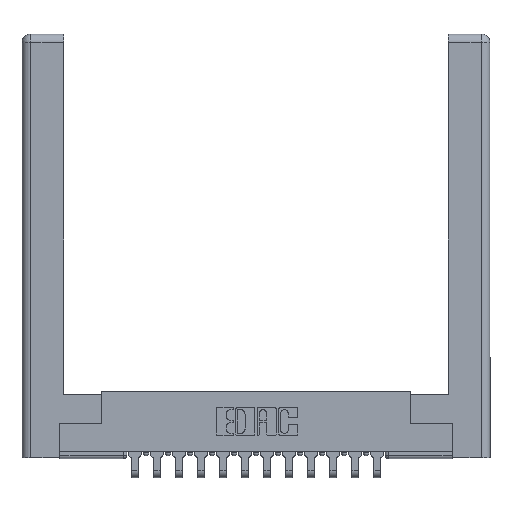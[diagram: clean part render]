
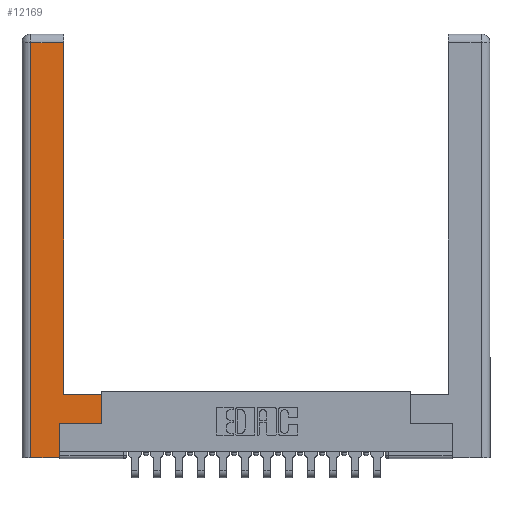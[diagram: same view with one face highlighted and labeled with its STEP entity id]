
A CAD part, top view. The second image highlights one B-rep face of the part: STEP entity #12169.
In plain terms, the highlighted planar face has unit normal (0, 0, 1).
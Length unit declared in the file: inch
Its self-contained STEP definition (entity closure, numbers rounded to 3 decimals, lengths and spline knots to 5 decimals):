
#47 = VECTOR ( 'NONE', #6760, 39.37008 ) ;
#408 = CARTESIAN_POINT ( 'NONE',  ( 0.0615, 0., 0. ) ) ;
#444 = DIRECTION ( 'NONE',  ( 0., 1., 0. ) ) ;
#802 = ORIENTED_EDGE ( 'NONE', *, *, #2339, .T. ) ;
#983 = CARTESIAN_POINT ( 'NONE',  ( 0.0615, 0., 0. ) ) ;
#1259 = CARTESIAN_POINT ( 'NONE',  ( 0.295, 3., 0. ) ) ;
#1524 = VERTEX_POINT ( 'NONE', #7439 ) ;
#1846 = VECTOR ( 'NONE', #3440, 39.37008 ) ;
#2238 = EDGE_CURVE ( 'NONE', #13719, #14436, #11466, .T. ) ;
#2339 = EDGE_CURVE ( 'NONE', #5897, #8271, #6420, .T. ) ;
#2424 = CARTESIAN_POINT ( 'NONE',  ( 0.0615, 2.94, 0. ) ) ;
#2676 = LINE ( 'NONE', #9392, #47 ) ;
#3290 = DIRECTION ( 'NONE',  ( -1., 0., 0. ) ) ;
#3440 = DIRECTION ( 'NONE',  ( 1., 0., 0. ) ) ;
#3798 = LINE ( 'NONE', #4556, #10259 ) ;
#3960 = ORIENTED_EDGE ( 'NONE', *, *, #4408, .T. ) ;
#4034 = ORIENTED_EDGE ( 'NONE', *, *, #5172, .T. ) ;
#4154 = CARTESIAN_POINT ( 'NONE',  ( 0.265, 0., 0. ) ) ;
#4171 = ORIENTED_EDGE ( 'NONE', *, *, #14070, .T. ) ;
#4408 = EDGE_CURVE ( 'NONE', #4817, #5897, #13389, .T. ) ;
#4556 = CARTESIAN_POINT ( 'NONE',  ( 0.295, 0.45, 0. ) ) ;
#4734 = VECTOR ( 'NONE', #444, 39.37008 ) ;
#4817 = VERTEX_POINT ( 'NONE', #2424 ) ;
#5084 = VERTEX_POINT ( 'NONE', #9634 ) ;
#5100 = ORIENTED_EDGE ( 'NONE', *, *, #2238, .T. ) ;
#5172 = EDGE_CURVE ( 'NONE', #5084, #1524, #11962, .T. ) ;
#5241 = CARTESIAN_POINT ( 'NONE',  ( 0.295, 2.94, 0. ) ) ;
#5897 = VERTEX_POINT ( 'NONE', #983 ) ;
#6420 = LINE ( 'NONE', #11987, #14284 ) ;
#6477 = FACE_OUTER_BOUND ( 'NONE', #9689, .T. ) ;
#6481 = LINE ( 'NONE', #11757, #11105 ) ;
#6656 = EDGE_CURVE ( 'NONE', #14436, #4817, #6481, .T. ) ;
#6760 = DIRECTION ( 'NONE',  ( 0., 1., 0. ) ) ;
#7410 = CARTESIAN_POINT ( 'NONE',  ( 0., 0., 0. ) ) ;
#7439 = CARTESIAN_POINT ( 'NONE',  ( 0.565, 0.245, 0. ) ) ;
#7721 = EDGE_CURVE ( 'NONE', #8271, #5084, #14236, .T. ) ;
#8144 = ORIENTED_EDGE ( 'NONE', *, *, #7721, .T. ) ;
#8271 = VERTEX_POINT ( 'NONE', #4154 ) ;
#9121 = CARTESIAN_POINT ( 'NONE',  ( 0.295, 0.45, 0. ) ) ;
#9392 = CARTESIAN_POINT ( 'NONE',  ( 0.565, 0.45, 0. ) ) ;
#9634 = CARTESIAN_POINT ( 'NONE',  ( 0.265, 0.245, 0. ) ) ;
#9689 = EDGE_LOOP ( 'NONE', ( #5100, #12729, #3960, #802, #8144, #4034, #11329, #4171 ) ) ;
#9837 = VECTOR ( 'NONE', #14193, 39.37008 ) ;
#10042 = DIRECTION ( 'NONE',  ( 0., 0., -1. ) ) ;
#10044 = AXIS2_PLACEMENT_3D ( 'NONE', #7410, #10042, #11286 ) ;
#10259 = VECTOR ( 'NONE', #3290, 39.37008 ) ;
#10719 = CARTESIAN_POINT ( 'NONE',  ( 0.265, 0.245, 0. ) ) ;
#10734 = DIRECTION ( 'NONE',  ( 0., -1., 0. ) ) ;
#11105 = VECTOR ( 'NONE', #12922, 39.37008 ) ;
#11286 = DIRECTION ( 'NONE',  ( -1., 0., 0. ) ) ;
#11329 = ORIENTED_EDGE ( 'NONE', *, *, #16415, .T. ) ;
#11357 = VERTEX_POINT ( 'NONE', #12232 ) ;
#11466 = LINE ( 'NONE', #1259, #9837 ) ;
#11757 = CARTESIAN_POINT ( 'NONE',  ( 0.0615, 2.94, 0. ) ) ;
#11936 = DIRECTION ( 'NONE',  ( 1., 0., 0. ) ) ;
#11962 = LINE ( 'NONE', #14991, #1846 ) ;
#11987 = CARTESIAN_POINT ( 'NONE',  ( 0.265, 0., 0. ) ) ;
#12169 = ADVANCED_FACE ( 'NONE', ( #6477 ), #13839, .F. ) ;
#12232 = CARTESIAN_POINT ( 'NONE',  ( 0.565, 0.45, 0. ) ) ;
#12729 = ORIENTED_EDGE ( 'NONE', *, *, #6656, .T. ) ;
#12922 = DIRECTION ( 'NONE',  ( -1., 0., 0. ) ) ;
#13389 = LINE ( 'NONE', #408, #15986 ) ;
#13719 = VERTEX_POINT ( 'NONE', #9121 ) ;
#13839 = PLANE ( 'NONE',  #10044 ) ;
#14070 = EDGE_CURVE ( 'NONE', #11357, #13719, #3798, .T. ) ;
#14193 = DIRECTION ( 'NONE',  ( 0., 1., 0. ) ) ;
#14236 = LINE ( 'NONE', #10719, #4734 ) ;
#14284 = VECTOR ( 'NONE', #11936, 39.37008 ) ;
#14436 = VERTEX_POINT ( 'NONE', #5241 ) ;
#14991 = CARTESIAN_POINT ( 'NONE',  ( 0.565, 0.245, 0. ) ) ;
#15986 = VECTOR ( 'NONE', #10734, 39.37008 ) ;
#16415 = EDGE_CURVE ( 'NONE', #1524, #11357, #2676, .T. ) ;
